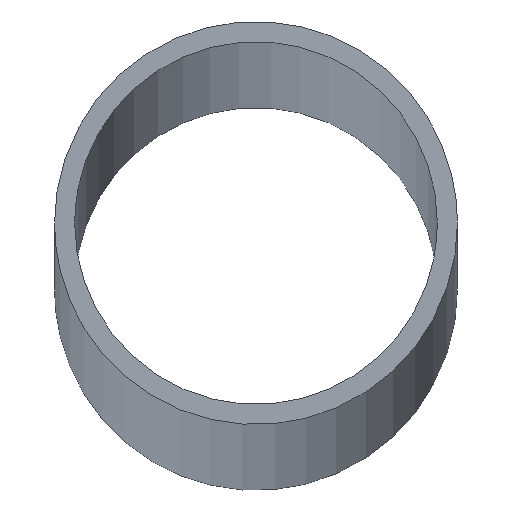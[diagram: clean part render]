
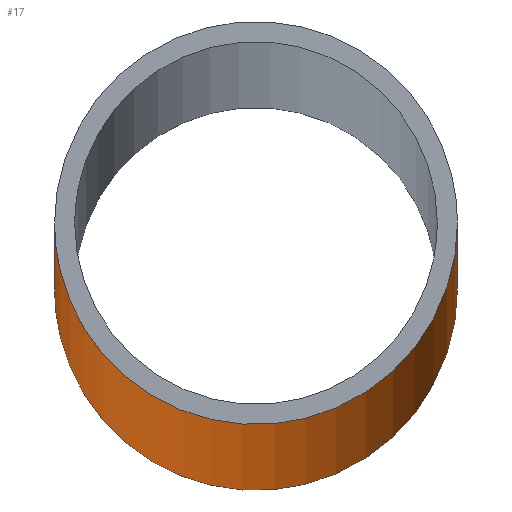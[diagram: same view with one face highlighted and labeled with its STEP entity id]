
A CAD part, top view. The second image highlights one B-rep face of the part: STEP entity #17.
In plain terms, the highlighted free-form (B-spline) face has degree [2, 1] with [5, 2] control points.
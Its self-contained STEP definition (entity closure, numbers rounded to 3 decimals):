
#17=ADVANCED_FACE('',(#23),#95,.T.);
#23=FACE_OUTER_BOUND('',#29,.T.);
#29=EDGE_LOOP('',(#37,#38,#39,#40));
#37=ORIENTED_EDGE('',*,*,#67,.T.);
#38=ORIENTED_EDGE('',*,*,#63,.F.);
#39=ORIENTED_EDGE('',*,*,#62,.F.);
#40=ORIENTED_EDGE('',*,*,#61,.T.);
#61=EDGE_CURVE('',#85,#89,#73,.T.);
#62=EDGE_CURVE('',#85,#86,#74,.T.);
#63=EDGE_CURVE('',#86,#90,#75,.T.);
#67=EDGE_CURVE('',#89,#90,#79,.T.);
#73=(
BOUNDED_CURVE()
B_SPLINE_CURVE(2,(#179,#180,#181,#182,#183),.UNSPECIFIED.,.F.,.F.)
B_SPLINE_CURVE_WITH_KNOTS((3,2,3),(0.,25.133,50.265),
 .UNSPECIFIED.)
CURVE()
GEOMETRIC_REPRESENTATION_ITEM()
RATIONAL_B_SPLINE_CURVE((1.,0.707,1.,0.707,1.))
REPRESENTATION_ITEM('')
);
#74=(
BOUNDED_CURVE()
B_SPLINE_CURVE(1,(#184,#185),.UNSPECIFIED.,.F.,.F.)
B_SPLINE_CURVE_WITH_KNOTS((2,2),(0.,3000.),.UNSPECIFIED.)
CURVE()
GEOMETRIC_REPRESENTATION_ITEM()
RATIONAL_B_SPLINE_CURVE((1.,1.))
REPRESENTATION_ITEM('')
);
#75=(
BOUNDED_CURVE()
B_SPLINE_CURVE(2,(#186,#187,#188,#189,#190),.UNSPECIFIED.,.F.,.F.)
B_SPLINE_CURVE_WITH_KNOTS((3,2,3),(0.,25.133,50.265),
 .UNSPECIFIED.)
CURVE()
GEOMETRIC_REPRESENTATION_ITEM()
RATIONAL_B_SPLINE_CURVE((1.,0.707,1.,0.707,1.))
REPRESENTATION_ITEM('')
);
#79=(
BOUNDED_CURVE()
B_SPLINE_CURVE(1,(#203,#204),.UNSPECIFIED.,.F.,.F.)
B_SPLINE_CURVE_WITH_KNOTS((2,2),(0.,3000.),.UNSPECIFIED.)
CURVE()
GEOMETRIC_REPRESENTATION_ITEM()
RATIONAL_B_SPLINE_CURVE((1.,1.))
REPRESENTATION_ITEM('')
);
#85=VERTEX_POINT('',#171);
#86=VERTEX_POINT('',#172);
#89=VERTEX_POINT('',#175);
#90=VERTEX_POINT('',#176);
#95=(
BOUNDED_SURFACE()
B_SPLINE_SURFACE(2,1,((#129,#130),(#131,#132),(#133,#134),(#135,#136),(#137,
#138)),.UNSPECIFIED.,.F.,.F.,.F.)
B_SPLINE_SURFACE_WITH_KNOTS((3,2,3),(2,2),(0.,25.133,50.265),
(0.,3000.),.UNSPECIFIED.)
GEOMETRIC_REPRESENTATION_ITEM()
RATIONAL_B_SPLINE_SURFACE(((1.,1.),(0.707,0.707),
(1.,1.),(0.707,0.707),(1.,1.)))
REPRESENTATION_ITEM('')
SURFACE()
);
#129=CARTESIAN_POINT('',(16.,0.,3000.));
#130=CARTESIAN_POINT('',(16.,0.,0.));
#131=CARTESIAN_POINT('',(16.,-16.,3000.));
#132=CARTESIAN_POINT('',(16.,-16.,0.));
#133=CARTESIAN_POINT('',(0.,-16.,3000.));
#134=CARTESIAN_POINT('',(0.,-16.,0.));
#135=CARTESIAN_POINT('',(-16.,-16.,3000.));
#136=CARTESIAN_POINT('',(-16.,-16.,0.));
#137=CARTESIAN_POINT('',(-16.,0.,3000.));
#138=CARTESIAN_POINT('',(-16.,0.,0.));
#171=CARTESIAN_POINT('',(16.,0.,3000.));
#172=CARTESIAN_POINT('',(16.,0.,0.));
#175=CARTESIAN_POINT('',(-16.,0.,3000.));
#176=CARTESIAN_POINT('',(-16.,0.,0.));
#179=CARTESIAN_POINT('',(16.,0.,3000.));
#180=CARTESIAN_POINT('',(16.,-16.,3000.));
#181=CARTESIAN_POINT('',(0.,-16.,3000.));
#182=CARTESIAN_POINT('',(-16.,-16.,3000.));
#183=CARTESIAN_POINT('',(-16.,0.,3000.));
#184=CARTESIAN_POINT('',(16.,0.,3000.));
#185=CARTESIAN_POINT('',(16.,0.,0.));
#186=CARTESIAN_POINT('',(16.,0.,0.));
#187=CARTESIAN_POINT('',(16.,-16.,0.));
#188=CARTESIAN_POINT('',(0.,-16.,0.));
#189=CARTESIAN_POINT('',(-16.,-16.,0.));
#190=CARTESIAN_POINT('',(-16.,0.,0.));
#203=CARTESIAN_POINT('',(-16.,0.,3000.));
#204=CARTESIAN_POINT('',(-16.,0.,0.));
